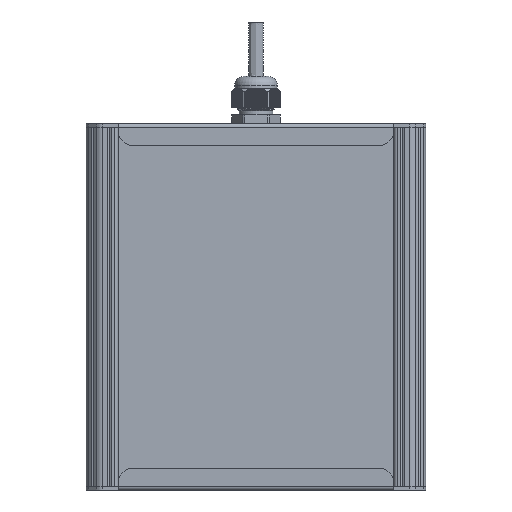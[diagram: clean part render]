
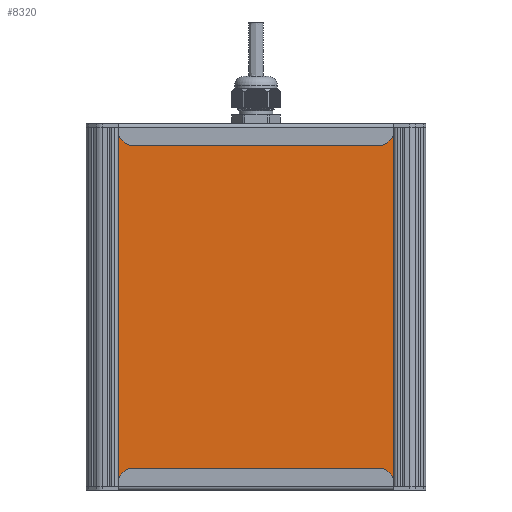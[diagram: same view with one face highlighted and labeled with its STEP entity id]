
A CAD part, front view. The second image highlights one B-rep face of the part: STEP entity #8320.
In plain terms, the highlighted face is planar.
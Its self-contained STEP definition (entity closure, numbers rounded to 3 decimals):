
#8320=ADVANCED_FACE('',(#25467),#25469,.T.);
#25467=FACE_BOUND('',#25468,.T.);
#25468=EDGE_LOOP('',(#56846,#56847,#56848,#56849));
#25469=PLANE('',#25470);
#25470=AXIS2_PLACEMENT_3D('',#25471,#25472,#25473);
#25471=CARTESIAN_POINT('',(2111.497,401.002,-34.582));
#25472=DIRECTION('',(0.,0.,-1.));
#25473=DIRECTION('',(0.,1.,0.));
#56846=ORIENTED_EDGE('',*,*,#65263,.T.);
#56847=ORIENTED_EDGE('',*,*,#65262,.F.);
#56848=ORIENTED_EDGE('',*,*,#65264,.F.);
#56849=ORIENTED_EDGE('',*,*,#65265,.T.);
#65262=EDGE_CURVE('',#71770,#71768,#71772,.T.);
#65263=EDGE_CURVE('',#71773,#71768,#71774,.T.);
#65264=EDGE_CURVE('',#71775,#71770,#71776,.T.);
#65265=EDGE_CURVE('',#71775,#71773,#71777,.T.);
#71768=VERTEX_POINT('',#91022);
#71770=VERTEX_POINT('',#91026);
#71772=LINE('',#91030,#91031);
#71773=VERTEX_POINT('',#91033);
#71774=LINE('',#91034,#91035);
#71775=VERTEX_POINT('',#91037);
#71776=LINE('',#91038,#91039);
#71777=LINE('',#91041,#91042);
#91022=CARTESIAN_POINT('',(2309.497,401.002,-34.582));
#91026=CARTESIAN_POINT('',(2111.497,401.002,-34.582));
#91030=CARTESIAN_POINT('',(2111.497,401.002,-34.582));
#91031=VECTOR('',#91032,1.);
#91032=DIRECTION('',(1.,0.,0.));
#91033=CARTESIAN_POINT('',(2309.497,565.13,-34.582));
#91034=CARTESIAN_POINT('',(2309.497,565.13,-34.582));
#91035=VECTOR('',#91036,1.);
#91036=DIRECTION('',(0.,-1.,0.));
#91037=CARTESIAN_POINT('',(2111.497,565.13,-34.582));
#91038=CARTESIAN_POINT('',(2111.497,565.13,-34.582));
#91039=VECTOR('',#91040,1.);
#91040=DIRECTION('',(0.,-1.,0.));
#91041=CARTESIAN_POINT('',(2111.497,565.13,-34.582));
#91042=VECTOR('',#91043,1.);
#91043=DIRECTION('',(1.,0.,0.));
